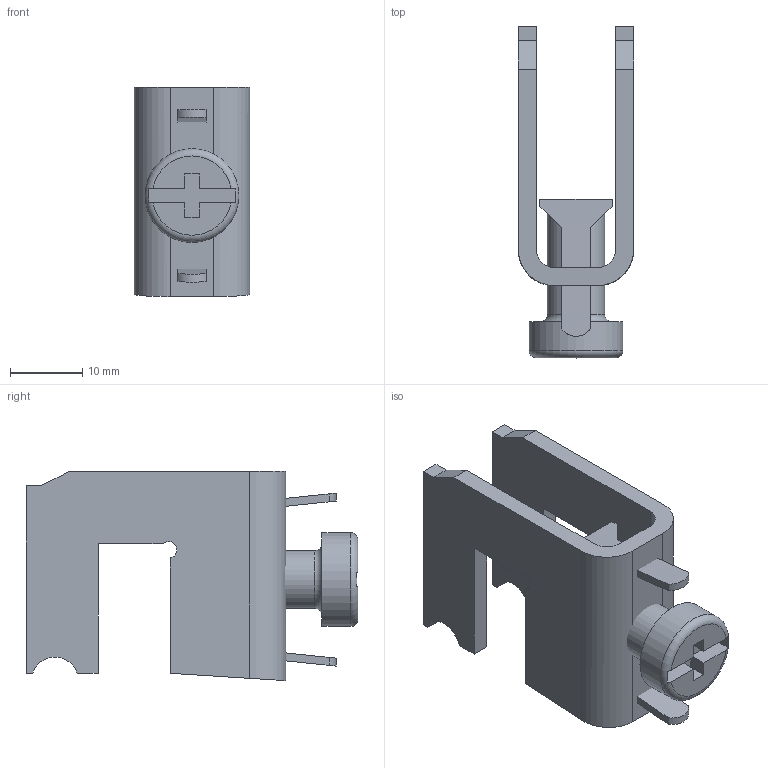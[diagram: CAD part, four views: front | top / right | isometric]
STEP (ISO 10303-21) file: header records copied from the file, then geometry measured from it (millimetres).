
FILE_DESCRIPTION(/* description */ ('STEP AP214'),/* implementation_level */ '2;1');
FILE_NAME(/* name */ '01290',/* time_stamp */ '2024-11-11T16:39:37+01:00',/* author */ ('License CC BY-ND 4.0'),/* organization */ ('CADENAS'),/* preprocessor_version */ 'ST-DEVELOPER v19.3',/* originating_system */ 'PARTsolutions',/* authorisation */ ' ');
FILE_SCHEMA (('AUTOMOTIVE_DESIGN {1 0 10303 214 3 1 1}'));
Length unit declared in the file: millimetre
Products named in the file (4): 01290; 01290b; 01290s; 01290b2
Assembly tree (3 placements, depth 2):
  01290
    01290b
    01290s
    01290b2
Bounding box: 16 x 46 x 29 mm (x, y, z)
Volume: 6393.9 mm3; surface area: 6210.5 mm2
Topology: 3 solids, 3 shells, 72 faces, 188 edges, 123 vertices
Faces by surface type: plane 57, cylinder 12, torus 2, cone 1
Full cylindrical faces by diameter (mm): 8 x1, 13 x1
Entity records: 2257 total; most frequent: CARTESIAN_POINT 398, ORIENTED_EDGE 364, DIRECTION 356, EDGE_CURVE 182, LINE 148, VECTOR 148, VERTEX_POINT 122, AXIS2_PLACEMENT_3D 104
